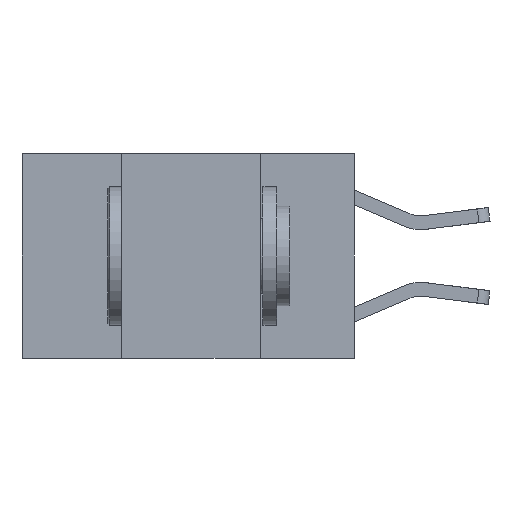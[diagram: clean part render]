
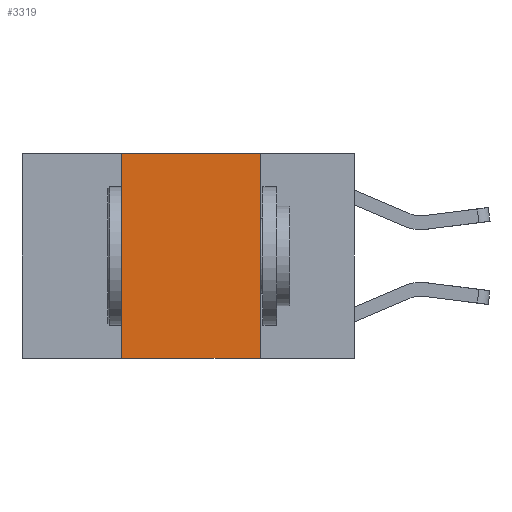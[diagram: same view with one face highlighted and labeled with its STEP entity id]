
A CAD part, left-side view. The second image highlights one B-rep face of the part: STEP entity #3319.
In plain terms, the highlighted planar face has unit normal (-1, 0, 0).
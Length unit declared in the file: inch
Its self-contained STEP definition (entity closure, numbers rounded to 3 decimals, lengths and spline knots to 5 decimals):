
#289 = CARTESIAN_POINT ( 'NONE',  ( 0., 0.42, -0.37 ) ) ;
#625 = ORIENTED_EDGE ( 'NONE', *, *, #5721, .T. ) ;
#1047 = VERTEX_POINT ( 'NONE', #10111 ) ;
#1286 = VERTEX_POINT ( 'NONE', #2523 ) ;
#2092 = CARTESIAN_POINT ( 'NONE',  ( 0., 0.42, 0. ) ) ;
#2295 = EDGE_CURVE ( 'NONE', #3779, #1047, #9171, .T. ) ;
#2475 = DIRECTION ( 'NONE',  ( 0., -1., 0. ) ) ;
#2523 = CARTESIAN_POINT ( 'NONE',  ( 0., 0.17, 0. ) ) ;
#2857 = DIRECTION ( 'NONE',  ( 0., 0., -1. ) ) ;
#2956 = DIRECTION ( 'NONE',  ( 0., 0., 1. ) ) ;
#3319 = ADVANCED_FACE ( 'NONE', ( #10254 ), #9346, .F. ) ;
#3417 = AXIS2_PLACEMENT_3D ( 'NONE', #9557, #9128, #9094 ) ;
#3779 = VERTEX_POINT ( 'NONE', #289 ) ;
#4034 = EDGE_CURVE ( 'NONE', #1286, #8009, #7588, .T. ) ;
#4070 = DIRECTION ( 'NONE',  ( 0., -1., 0. ) ) ;
#4621 = VECTOR ( 'NONE', #2475, 39.37008 ) ;
#5200 = ORIENTED_EDGE ( 'NONE', *, *, #7071, .F. ) ;
#5216 = ORIENTED_EDGE ( 'NONE', *, *, #4034, .F. ) ;
#5322 = ORIENTED_EDGE ( 'NONE', *, *, #2295, .F. ) ;
#5501 = VECTOR ( 'NONE', #2857, 39.37008 ) ;
#5721 = EDGE_CURVE ( 'NONE', #3779, #8009, #9007, .T. ) ;
#6383 = CARTESIAN_POINT ( 'NONE',  ( 0., 0.17, 0. ) ) ;
#7071 = EDGE_CURVE ( 'NONE', #1047, #1286, #10186, .T. ) ;
#7084 = VECTOR ( 'NONE', #2956, 39.37008 ) ;
#7588 = LINE ( 'NONE', #6383, #5501 ) ;
#7681 = CARTESIAN_POINT ( 'NONE',  ( 0., 0.17, -0.37 ) ) ;
#8009 = VERTEX_POINT ( 'NONE', #7681 ) ;
#8153 = VECTOR ( 'NONE', #4070, 39.37008 ) ;
#8755 = CARTESIAN_POINT ( 'NONE',  ( 0., 0.6, 0. ) ) ;
#9001 = EDGE_LOOP ( 'NONE', ( #5216, #5200, #5322, #625 ) ) ;
#9007 = LINE ( 'NONE', #9496, #4621 ) ;
#9094 = DIRECTION ( 'NONE',  ( 0., 0., -1. ) ) ;
#9128 = DIRECTION ( 'NONE',  ( 1., 0., 0. ) ) ;
#9171 = LINE ( 'NONE', #2092, #7084 ) ;
#9346 = PLANE ( 'NONE',  #3417 ) ;
#9496 = CARTESIAN_POINT ( 'NONE',  ( 0., 0.6, -0.37 ) ) ;
#9557 = CARTESIAN_POINT ( 'NONE',  ( 0., 0.6, 0. ) ) ;
#10111 = CARTESIAN_POINT ( 'NONE',  ( 0., 0.42, 0. ) ) ;
#10186 = LINE ( 'NONE', #8755, #8153 ) ;
#10254 = FACE_OUTER_BOUND ( 'NONE', #9001, .T. ) ;
